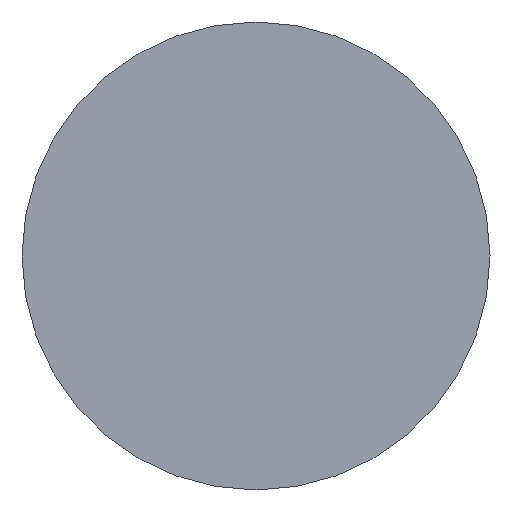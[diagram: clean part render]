
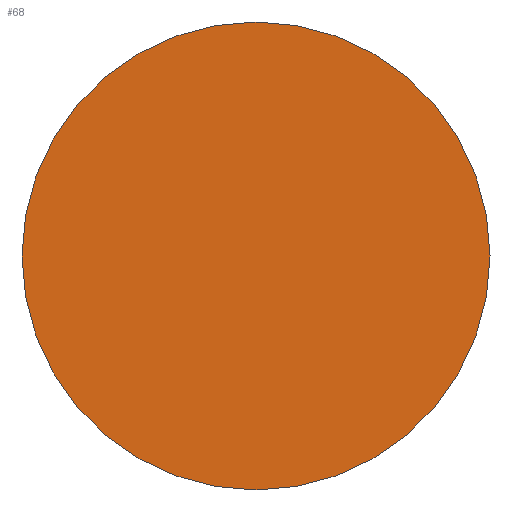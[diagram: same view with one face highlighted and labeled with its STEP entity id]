
A CAD part, front view. The second image highlights one B-rep face of the part: STEP entity #68.
In plain terms, the highlighted planar face has unit normal (0, -1, 0).
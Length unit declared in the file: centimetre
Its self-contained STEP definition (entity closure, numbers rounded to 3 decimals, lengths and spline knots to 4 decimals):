
#22=FACE_OUTER_BOUND($,#30,.T.);
#30=EDGE_LOOP($,(#55));
#37=CIRCLE($,#79,0.4);
#42=VERTEX_POINT($,#114);
#47=EDGE_CURVE($,#42,#42,#37,.T.);
#55=ORIENTED_EDGE($,*,*,#47,.T.);
#64=PLANE($,#80);
#68=ADVANCED_FACE($,(#22),#64,.T.);
#79=AXIS2_PLACEMENT_3D($,#115,#95,#96);
#80=AXIS2_PLACEMENT_3D($,#116,#97,#98);
#95=DIRECTION('center_axis',(0.,-1.,0.));
#96=DIRECTION('ref_axis',(1.,0.,0.));
#97=DIRECTION('center_axis',(0.,-1.,0.));
#98=DIRECTION('ref_axis',(-1.,0.,0.));
#114=CARTESIAN_POINT('',(-9.3487,13.7161,6.3539));
#115=CARTESIAN_POINT('Origin',(-9.7487,13.7161,6.3539));
#116=CARTESIAN_POINT('Origin',(-9.7487,13.7161,6.3539));
